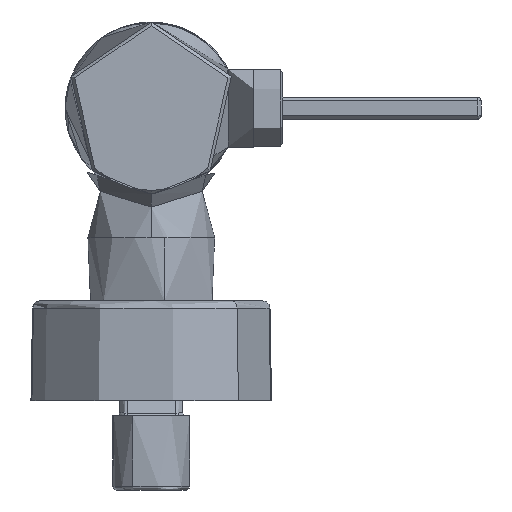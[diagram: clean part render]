
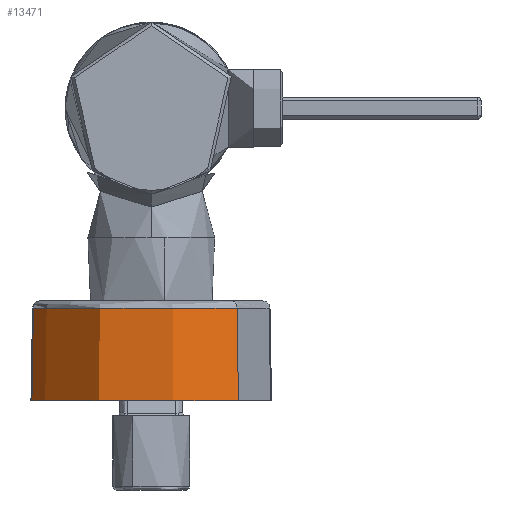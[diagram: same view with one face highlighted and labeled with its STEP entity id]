
A CAD part, left-side view. The second image highlights one B-rep face of the part: STEP entity #13471.
In plain terms, the highlighted conical face has half-angle 0.955 degrees and reference radius 32.083 mm.
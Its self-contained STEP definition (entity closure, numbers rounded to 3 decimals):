
#1076 = EDGE_LOOP ( 'NONE', ( #10405, #3612, #11764, #5823 ) ) ;
#1092 = VECTOR ( 'NONE', #1317, 1000. ) ;
#1317 = DIRECTION ( 'NONE',  ( 0.012, 0.012, -1. ) ) ;
#1361 = EDGE_CURVE ( 'NONE', #14255, #6409, #5471, .T. ) ;
#3599 = EDGE_CURVE ( 'NONE', #13687, #6409, #9930, .T. ) ;
#3603 = CARTESIAN_POINT ( 'NONE',  ( -97.156, -23.203, -53.967 ) ) ;
#3612 = ORIENTED_EDGE ( 'NONE', *, *, #6908, .T. ) ;
#5367 = DIRECTION ( 'NONE',  ( 0.691, 0.723, 0. ) ) ;
#5471 = LINE ( 'NONE', #7896, #1092 ) ;
#5823 = ORIENTED_EDGE ( 'NONE', *, *, #3599, .F. ) ;
#6409 = VERTEX_POINT ( 'NONE', #15157 ) ;
#6418 = CARTESIAN_POINT ( 'NONE',  ( -97.444, -23.505, -79. ) ) ;
#6908 = EDGE_CURVE ( 'NONE', #10658, #14255, #21272, .T. ) ;
#7044 = AXIS2_PLACEMENT_3D ( 'NONE', #8650, #20208, #10301 ) ;
#7846 = EDGE_CURVE ( 'NONE', #10658, #13687, #8873, .T. ) ;
#7896 = CARTESIAN_POINT ( 'NONE',  ( -52.844, 23.204, -53.967 ) ) ;
#8353 = DIRECTION ( 'NONE',  ( 0., 0., -1. ) ) ;
#8628 = CONICAL_SURFACE ( 'NONE', #14262, 32.083, 0.017 ) ;
#8650 = CARTESIAN_POINT ( 'NONE',  ( -75., 0., -53.967 ) ) ;
#8703 = AXIS2_PLACEMENT_3D ( 'NONE', #18258, #8353, #19919 ) ;
#8873 = LINE ( 'NONE', #11832, #12741 ) ;
#9156 = FACE_OUTER_BOUND ( 'NONE', #1076, .T. ) ;
#9930 = CIRCLE ( 'NONE', #8703, 32.5 ) ;
#10171 = DIRECTION ( 'NONE',  ( -0.012, -0.012, -1. ) ) ;
#10301 = DIRECTION ( 'NONE',  ( 0.259, 0.966, 0. ) ) ;
#10405 = ORIENTED_EDGE ( 'NONE', *, *, #7846, .F. ) ;
#10658 = VERTEX_POINT ( 'NONE', #3603 ) ;
#11764 = ORIENTED_EDGE ( 'NONE', *, *, #1361, .T. ) ;
#11832 = CARTESIAN_POINT ( 'NONE',  ( -97.156, -23.203, -53.967 ) ) ;
#12741 = VECTOR ( 'NONE', #10171, 1000. ) ;
#13471 = ADVANCED_FACE ( 'NONE', ( #9156 ), #8628, .T. ) ;
#13687 = VERTEX_POINT ( 'NONE', #6418 ) ;
#14255 = VERTEX_POINT ( 'NONE', #15980 ) ;
#14262 = AXIS2_PLACEMENT_3D ( 'NONE', #18662, #20338, #5367 ) ;
#15157 = CARTESIAN_POINT ( 'NONE',  ( -52.555, 23.505, -79. ) ) ;
#15980 = CARTESIAN_POINT ( 'NONE',  ( -52.844, 23.204, -53.967 ) ) ;
#18258 = CARTESIAN_POINT ( 'NONE',  ( -75., 0., -79. ) ) ;
#18662 = CARTESIAN_POINT ( 'NONE',  ( -75., 0., -53.967 ) ) ;
#19919 = DIRECTION ( 'NONE',  ( 0.259, 0.966, 0. ) ) ;
#20208 = DIRECTION ( 'NONE',  ( 0., 0., -1. ) ) ;
#20338 = DIRECTION ( 'NONE',  ( 0., 0., -1. ) ) ;
#21272 = CIRCLE ( 'NONE', #7044, 32.083 ) ;
